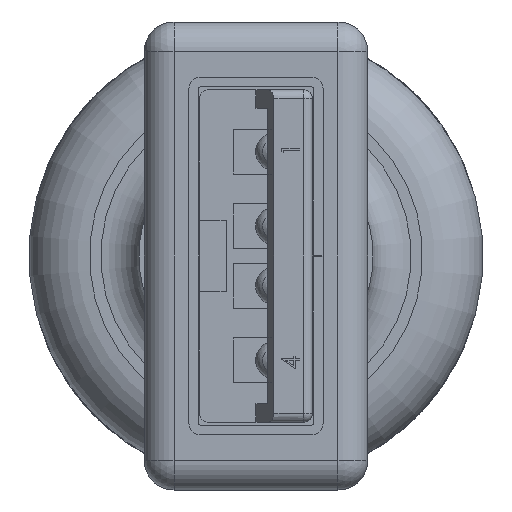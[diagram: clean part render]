
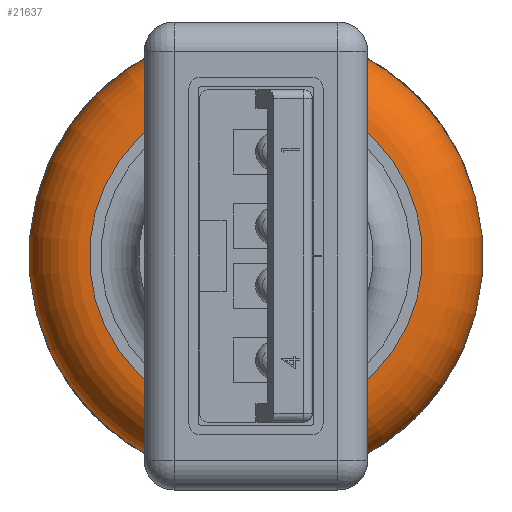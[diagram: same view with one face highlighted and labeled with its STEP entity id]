
A CAD part, left-side view. The second image highlights one B-rep face of the part: STEP entity #21637.
In plain terms, the highlighted toroidal (fillet/blend) face has major radius 5.588 mm and minor radius 2.032 mm.
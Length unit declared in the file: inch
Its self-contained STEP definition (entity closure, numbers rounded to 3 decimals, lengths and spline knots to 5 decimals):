
#1836 = CARTESIAN_POINT ( 'NONE',  ( 0., 0.491, 0. ) ) ;
#3076 = EDGE_CURVE ( 'NONE', #54269, #54269, #4216, .T. ) ;
#4216 = CIRCLE ( 'NONE', #34886, 0.22 ) ;
#5526 = EDGE_LOOP ( 'NONE', ( #31388 ) ) ;
#7771 = FACE_OUTER_BOUND ( 'NONE', #5526, .T. ) ;
#13816 = DIRECTION ( 'NONE',  ( 0., -1., 0. ) ) ;
#14777 = CARTESIAN_POINT ( 'NONE',  ( 0., 0.571, 0.22 ) ) ;
#16261 = EDGE_CURVE ( 'NONE', #17258, #17258, #35160, .T. ) ;
#17258 = VERTEX_POINT ( 'NONE', #36299 ) ;
#17819 = FACE_OUTER_BOUND ( 'NONE', #21485, .T. ) ;
#18729 = CARTESIAN_POINT ( 'NONE',  ( 0., 0.571, 0. ) ) ;
#21485 = EDGE_LOOP ( 'NONE', ( #45443 ) ) ;
#21637 = ADVANCED_FACE ( 'NONE', ( #17819, #7771 ), #29245, .T. ) ;
#23032 = DIRECTION ( 'NONE',  ( 0., 0., 1. ) ) ;
#27382 = AXIS2_PLACEMENT_3D ( 'NONE', #39467, #13816, #43803 ) ;
#29245 = TOROIDAL_SURFACE ( 'NONE', #51934, 0.22, 0.08 ) ;
#31388 = ORIENTED_EDGE ( 'NONE', *, *, #3076, .F. ) ;
#31868 = DIRECTION ( 'NONE',  ( 0., 0., 1. ) ) ;
#34886 = AXIS2_PLACEMENT_3D ( 'NONE', #18729, #48782, #23032 ) ;
#35160 = CIRCLE ( 'NONE', #27382, 0.3 ) ;
#36299 = CARTESIAN_POINT ( 'NONE',  ( 0., 0.491, 0.3 ) ) ;
#39467 = CARTESIAN_POINT ( 'NONE',  ( 0., 0.491, 0. ) ) ;
#43803 = DIRECTION ( 'NONE',  ( 0., 0., 1. ) ) ;
#45443 = ORIENTED_EDGE ( 'NONE', *, *, #16261, .F. ) ;
#48782 = DIRECTION ( 'NONE',  ( 0., 1., 0. ) ) ;
#51934 = AXIS2_PLACEMENT_3D ( 'NONE', #1836, #53312, #31868 ) ;
#53312 = DIRECTION ( 'NONE',  ( 0., 1., 0. ) ) ;
#54269 = VERTEX_POINT ( 'NONE', #14777 ) ;
